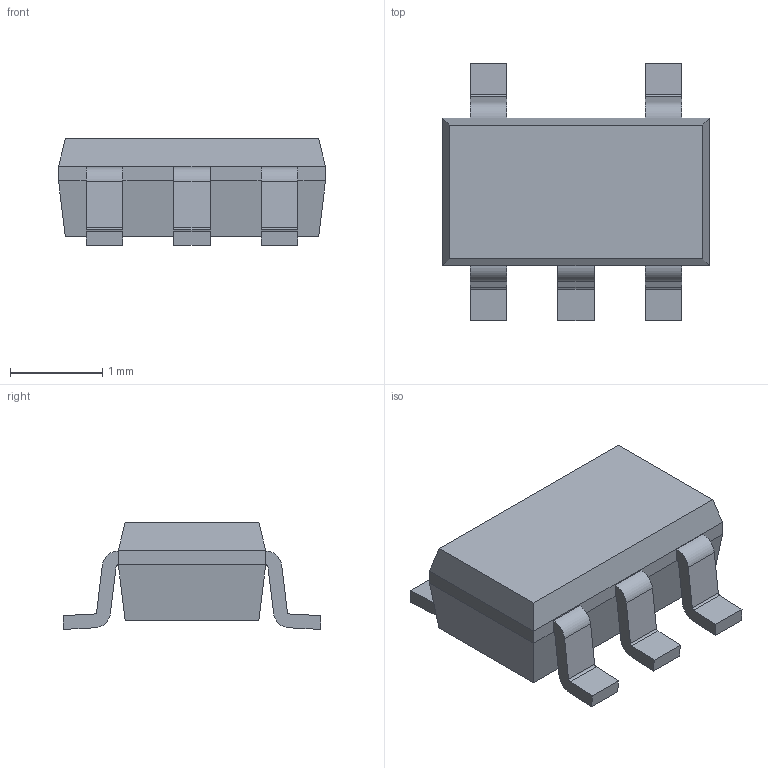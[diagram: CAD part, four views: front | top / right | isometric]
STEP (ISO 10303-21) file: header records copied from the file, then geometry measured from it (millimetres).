
FILE_DESCRIPTION( ( 'Unknown' ), '1' );
FILE_NAME( '824011.stp', 'Unknown', ( 'Unknown' ), ( 'Unknown' ), 'XStep 1.0', 'Unknown', ' ' );
FILE_SCHEMA( ( 'automotive_design' ) );
Length unit declared in the file: millimetre
Products named in the file (1): 1
Bounding box: 2.9 x 2.8 x 1.16 mm (x, y, z)
Volume: 5 mm3; surface area: 23.6 mm2
Topology: 1 solids, 1 shells, 69 faces, 183 edges, 116 vertices
Faces by surface type: plane 49, cylinder 20
Entity records: 2681 total; most frequent: CARTESIAN_POINT 369, ORIENTED_EDGE 366, DIRECTION 363, EDGE_CURVE 183, LINE 143, VECTOR 143, VERTEX_POINT 116, AXIS2_PLACEMENT_3D 110
